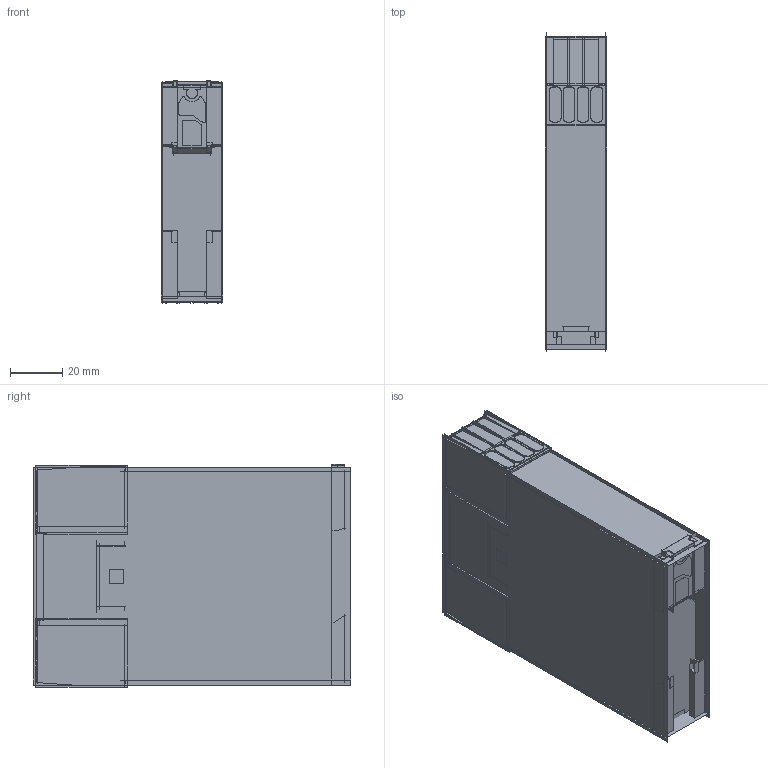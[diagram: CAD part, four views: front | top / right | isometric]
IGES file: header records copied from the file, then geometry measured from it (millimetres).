
Start section:  PTC IGES file: 158545_sm01.igs
Global section: file name: 158545_sm01.igs; native system: Creo Parametric by PTC Inc.; preprocessor: 2019292; author: PDMAdmin; organization: Unknown; date: 20220420.122513; units: millimetre
Bounding box: 23.51 x 121.68 x 85.39 mm (x, y, z)
Volume: 180815.8 mm3; surface area: 177754.9 mm2
Topology: 1 solids, 1 shells, 1252 faces, 6394 edges, 7916 vertices
Faces by surface type: bspline 906, revolution 346
